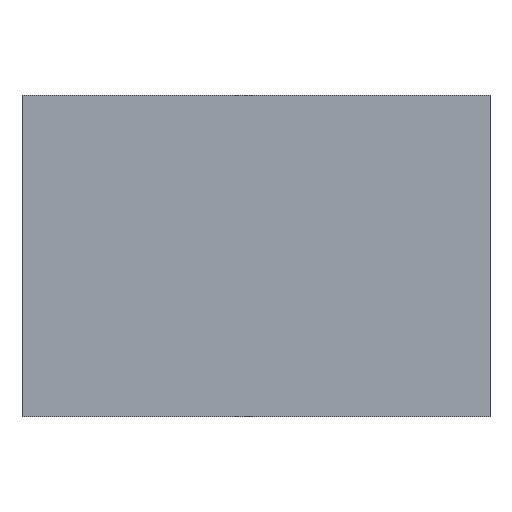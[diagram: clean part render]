
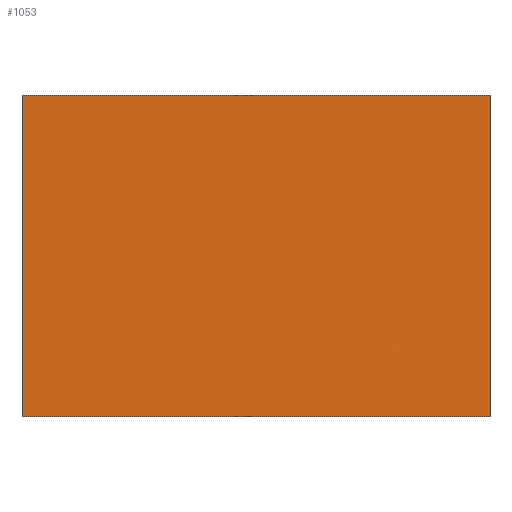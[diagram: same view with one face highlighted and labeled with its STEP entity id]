
A CAD part, front view. The second image highlights one B-rep face of the part: STEP entity #1053.
In plain terms, the highlighted planar face has unit normal (0, -1, 0).
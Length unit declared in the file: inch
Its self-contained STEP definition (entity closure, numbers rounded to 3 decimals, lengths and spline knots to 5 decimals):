
#417 = VECTOR ( 'NONE', #8670, 39.37008 ) ;
#516 = LINE ( 'NONE', #5958, #417 ) ;
#948 = VERTEX_POINT ( 'NONE', #4375 ) ;
#999 = EDGE_CURVE ( 'NONE', #2267, #2313, #1132, .T. ) ;
#1053 = ADVANCED_FACE ( 'NONE', ( #2632 ), #8104, .T. ) ;
#1113 = VECTOR ( 'NONE', #7712, 39.37008 ) ;
#1132 = LINE ( 'NONE', #4995, #1113 ) ;
#1451 = ORIENTED_EDGE ( 'NONE', *, *, #1776, .F. ) ;
#1501 = CARTESIAN_POINT ( 'NONE',  ( -1.375, -0.553, 0.945 ) ) ;
#1776 = EDGE_CURVE ( 'NONE', #3274, #2313, #6608, .T. ) ;
#2112 = ORIENTED_EDGE ( 'NONE', *, *, #5403, .F. ) ;
#2267 = VERTEX_POINT ( 'NONE', #8734 ) ;
#2313 = VERTEX_POINT ( 'NONE', #8063 ) ;
#2449 = VECTOR ( 'NONE', #4481, 39.37008 ) ;
#2514 = ORIENTED_EDGE ( 'NONE', *, *, #999, .T. ) ;
#2632 = FACE_OUTER_BOUND ( 'NONE', #7630, .T. ) ;
#2640 = DIRECTION ( 'NONE',  ( 1., 0., 0. ) ) ;
#3180 = DIRECTION ( 'NONE',  ( 0., -1., 0. ) ) ;
#3274 = VERTEX_POINT ( 'NONE', #1501 ) ;
#3916 = ORIENTED_EDGE ( 'NONE', *, *, #8101, .T. ) ;
#4375 = CARTESIAN_POINT ( 'NONE',  ( -1.375, -0.553, -0.945 ) ) ;
#4481 = DIRECTION ( 'NONE',  ( 1., 0., 0. ) ) ;
#4693 = CARTESIAN_POINT ( 'NONE',  ( -1.375, -0.553, -0.945 ) ) ;
#4863 = VECTOR ( 'NONE', #2640, 39.37008 ) ;
#4937 = AXIS2_PLACEMENT_3D ( 'NONE', #7302, #3180, #5352 ) ;
#4995 = CARTESIAN_POINT ( 'NONE',  ( 1.375, -0.553, -0.945 ) ) ;
#5352 = DIRECTION ( 'NONE',  ( 0., 0., -1. ) ) ;
#5403 = EDGE_CURVE ( 'NONE', #948, #3274, #516, .T. ) ;
#5958 = CARTESIAN_POINT ( 'NONE',  ( -1.375, -0.553, -0.945 ) ) ;
#6064 = LINE ( 'NONE', #4693, #4863 ) ;
#6608 = LINE ( 'NONE', #7645, #2449 ) ;
#7302 = CARTESIAN_POINT ( 'NONE',  ( -1.375, -0.553, -0.945 ) ) ;
#7630 = EDGE_LOOP ( 'NONE', ( #1451, #2112, #3916, #2514 ) ) ;
#7645 = CARTESIAN_POINT ( 'NONE',  ( -1.375, -0.553, 0.945 ) ) ;
#7712 = DIRECTION ( 'NONE',  ( 0., 0., 1. ) ) ;
#8063 = CARTESIAN_POINT ( 'NONE',  ( 1.375, -0.553, 0.945 ) ) ;
#8101 = EDGE_CURVE ( 'NONE', #948, #2267, #6064, .T. ) ;
#8104 = PLANE ( 'NONE',  #4937 ) ;
#8670 = DIRECTION ( 'NONE',  ( 0., 0., 1. ) ) ;
#8734 = CARTESIAN_POINT ( 'NONE',  ( 1.375, -0.553, -0.945 ) ) ;
